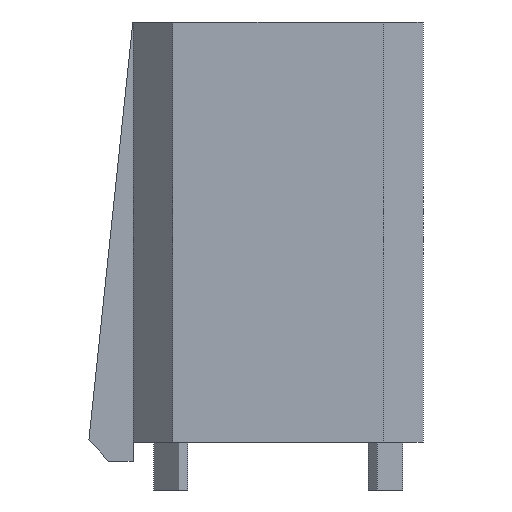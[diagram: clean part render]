
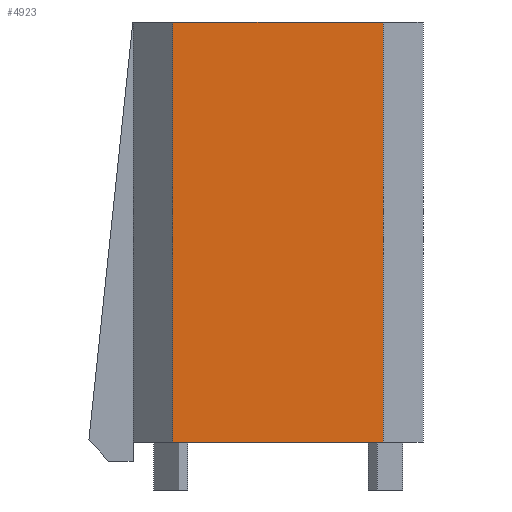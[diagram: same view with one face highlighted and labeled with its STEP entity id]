
A CAD part, left-side view. The second image highlights one B-rep face of the part: STEP entity #4923.
In plain terms, the highlighted planar face has unit normal (-1, 0, 0).
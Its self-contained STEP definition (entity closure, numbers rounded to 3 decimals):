
#913=FACE_OUTER_BOUND('',#1407,.T.);
#1407=EDGE_LOOP('',(#4587,#4588,#4589,#4590));
#1418=LINE('',#6843,#1806);
#1745=LINE('',#8043,#2133);
#1796=LINE('',#8145,#2184);
#1797=LINE('',#8147,#2185);
#1806=VECTOR('',#5442,10.);
#2133=VECTOR('',#6669,10.);
#2184=VECTOR('',#6814,10.);
#2185=VECTOR('',#6817,10.);
#2194=VERTEX_POINT('',#6840);
#2195=VERTEX_POINT('',#6842);
#2617=VERTEX_POINT('',#8040);
#2618=VERTEX_POINT('',#8042);
#2630=EDGE_CURVE('',#2195,#2194,#1418,.F.);
#3229=EDGE_CURVE('',#2617,#2618,#1745,.F.);
#3280=EDGE_CURVE('',#2194,#2618,#1796,.F.);
#3281=EDGE_CURVE('',#2195,#2617,#1797,.T.);
#4587=ORIENTED_EDGE('',*,*,#2630,.T.);
#4588=ORIENTED_EDGE('',*,*,#3280,.T.);
#4589=ORIENTED_EDGE('',*,*,#3229,.F.);
#4590=ORIENTED_EDGE('',*,*,#3281,.F.);
#4693=PLANE('',#5427);
#4923=ADVANCED_FACE('',(#913),#4693,.T.);
#5427=AXIS2_PLACEMENT_3D('',#8146,#6815,#6816);
#5442=DIRECTION('',(0.,1.,0.));
#6669=DIRECTION('',(0.,1.,0.));
#6814=DIRECTION('',(0.,0.,-1.));
#6815=DIRECTION('center_axis',(-1.,0.,0.));
#6816=DIRECTION('ref_axis',(0.,-1.,0.));
#6817=DIRECTION('',(0.,0.,1.));
#6840=CARTESIAN_POINT('',(-1.2,0.459,7.));
#6842=CARTESIAN_POINT('',(-1.2,21.541,7.));
#6843=CARTESIAN_POINT('',(-1.2,6.14,7.));
#8040=CARTESIAN_POINT('',(-1.2,21.541,49.));
#8042=CARTESIAN_POINT('',(-1.2,0.459,49.));
#8043=CARTESIAN_POINT('',(-1.2,6.131,49.));
#8145=CARTESIAN_POINT('',(-1.2,0.459,7.));
#8146=CARTESIAN_POINT('Origin',(-1.2,1.262,7.));
#8147=CARTESIAN_POINT('',(-1.2,21.541,7.));
